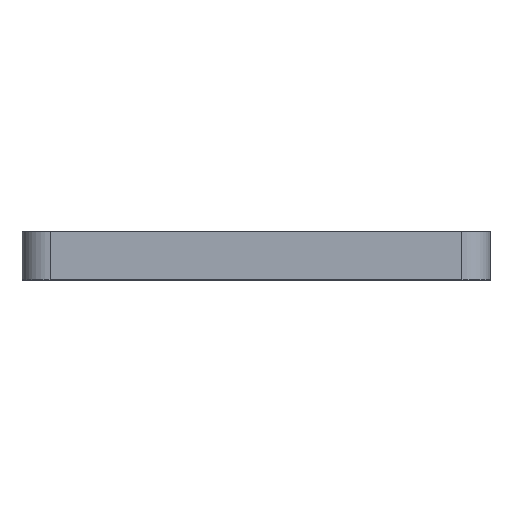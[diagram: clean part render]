
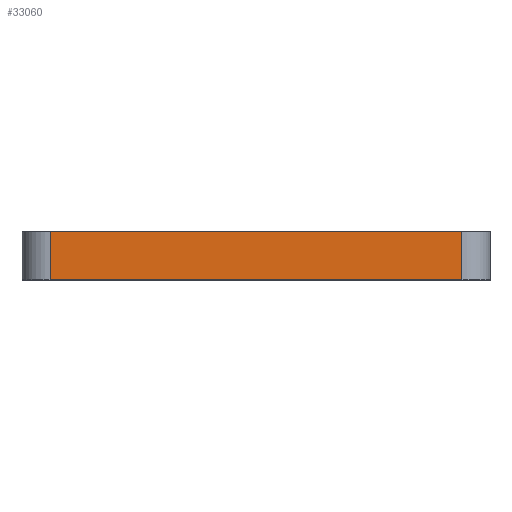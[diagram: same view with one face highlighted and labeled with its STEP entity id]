
A CAD part, top view. The second image highlights one B-rep face of the part: STEP entity #33060.
In plain terms, the highlighted planar face has unit normal (0, 0, 1).
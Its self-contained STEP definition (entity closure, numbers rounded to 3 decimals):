
#1357 = VERTEX_POINT ( 'NONE', #29538 ) ;
#2153 = ORIENTED_EDGE ( 'NONE', *, *, #5379, .F. ) ;
#2155 = ORIENTED_EDGE ( 'NONE', *, *, #18556, .T. ) ;
#2157 = ORIENTED_EDGE ( 'NONE', *, *, #17889, .F. ) ;
#2159 = ORIENTED_EDGE ( 'NONE', *, *, #18558, .T. ) ;
#5379 = EDGE_CURVE ( 'NONE', #29740, #1357, #30457, .T. ) ;
#7836 = CARTESIAN_POINT ( 'NONE',  ( -208., 50., 158. ) ) ;
#7843 = PLANE ( 'NONE',  #32436 ) ;
#7845 = DIRECTION ( 'NONE',  ( 0., 0., -1. ) ) ;
#7846 = DIRECTION ( 'NONE',  ( -1., 0., 0. ) ) ;
#8500 = EDGE_LOOP ( 'NONE', ( #2153, #2155, #2157, #2159 ) ) ;
#9986 = LINE ( 'NONE', #15468, #9988 ) ;
#9988 = VECTOR ( 'NONE', #15467, 1000. ) ;
#10566 = LINE ( 'NONE', #13253, #10574 ) ;
#10571 = LINE ( 'NONE', #13258, #10573 ) ;
#10573 = VECTOR ( 'NONE', #13256, 1000. ) ;
#10574 = VECTOR ( 'NONE', #13248, 1000. ) ;
#13074 = VERTEX_POINT ( 'NONE', #15238 ) ;
#13077 = VERTEX_POINT ( 'NONE', #15208 ) ;
#13248 = DIRECTION ( 'NONE',  ( 0., 1., 0. ) ) ;
#13253 = CARTESIAN_POINT ( 'NONE',  ( 183., 50., 158. ) ) ;
#13256 = DIRECTION ( 'NONE',  ( 0., -1., 0. ) ) ;
#13258 = CARTESIAN_POINT ( 'NONE',  ( -183., 50., 158. ) ) ;
#14086 = FACE_OUTER_BOUND ( 'NONE', #8500, .T. ) ;
#15208 = CARTESIAN_POINT ( 'NONE',  ( 183., -3., 158. ) ) ;
#15238 = CARTESIAN_POINT ( 'NONE',  ( -183., -3., 158. ) ) ;
#15467 = DIRECTION ( 'NONE',  ( -1., 0., 0. ) ) ;
#15468 = CARTESIAN_POINT ( 'NONE',  ( 183., -3., 158. ) ) ;
#16867 = CARTESIAN_POINT ( 'NONE',  ( -183., 40., 158. ) ) ;
#16875 = DIRECTION ( 'NONE',  ( 1., 0., 0. ) ) ;
#17529 = CARTESIAN_POINT ( 'NONE',  ( -183., 40., 158. ) ) ;
#17889 = EDGE_CURVE ( 'NONE', #13077, #13074, #9986, .T. ) ;
#18556 = EDGE_CURVE ( 'NONE', #29740, #13074, #10571, .T. ) ;
#18558 = EDGE_CURVE ( 'NONE', #13077, #1357, #10566, .T. ) ;
#29538 = CARTESIAN_POINT ( 'NONE',  ( 183., 40., 158. ) ) ;
#29740 = VERTEX_POINT ( 'NONE', #17529 ) ;
#30457 = LINE ( 'NONE', #16867, #30464 ) ;
#30464 = VECTOR ( 'NONE', #16875, 1000. ) ;
#32436 = AXIS2_PLACEMENT_3D ( 'NONE', #7836, #7845, #7846 ) ;
#33060 = ADVANCED_FACE ( 'NONE', ( #14086 ), #7843, .F. ) ;
